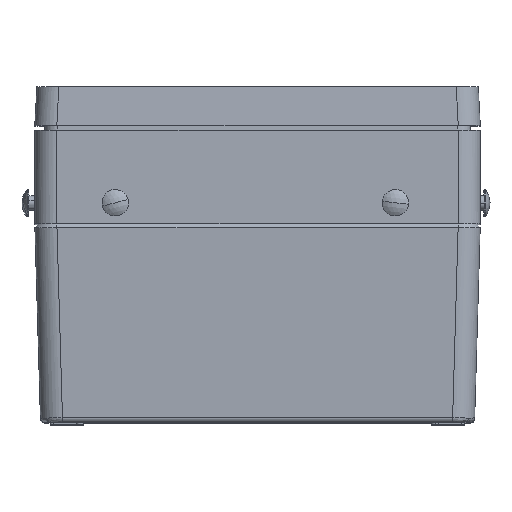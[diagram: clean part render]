
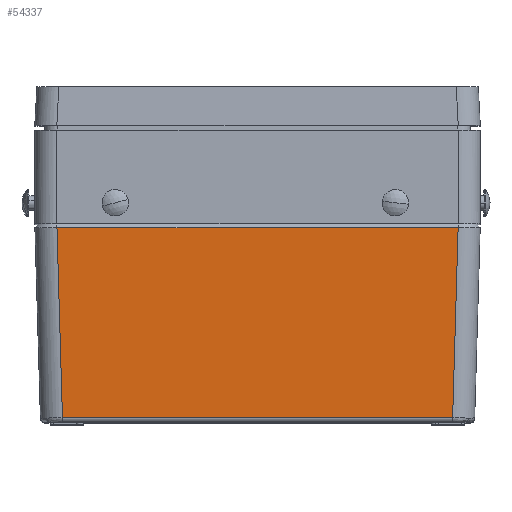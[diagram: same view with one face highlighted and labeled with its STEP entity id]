
A CAD part, top view. The second image highlights one B-rep face of the part: STEP entity #54337.
In plain terms, the highlighted planar face has unit normal (0, -0.029, 1).
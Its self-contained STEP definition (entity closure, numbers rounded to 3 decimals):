
#94 = EDGE_LOOP ( 'NONE', ( #14408, #6907, #13590, #20990 ) ) ;
#710 = LINE ( 'NONE', #44756, #36016 ) ;
#1082 = CARTESIAN_POINT ( 'NONE',  ( -91.012, 0.288, 116.008 ) ) ;
#2083 = LINE ( 'NONE', #60035, #40570 ) ;
#2168 = DIRECTION ( 'NONE',  ( 0.029, 0.999, 0.029 ) ) ;
#5451 = EDGE_CURVE ( 'NONE', #61343, #63649, #54324, .T. ) ;
#6907 = ORIENTED_EDGE ( 'NONE', *, *, #34776, .T. ) ;
#13590 = ORIENTED_EDGE ( 'NONE', *, *, #5451, .T. ) ;
#14408 = ORIENTED_EDGE ( 'NONE', *, *, #57359, .T. ) ;
#16260 = VERTEX_POINT ( 'NONE', #63449 ) ;
#19882 = DIRECTION ( 'NONE',  ( -1., 0., 0. ) ) ;
#20484 = CARTESIAN_POINT ( 'NONE',  ( -90.952, -1.799, 115.948 ) ) ;
#20990 = ORIENTED_EDGE ( 'NONE', *, *, #45596, .T. ) ;
#21620 = VECTOR ( 'NONE', #2168, 1000. ) ;
#22802 = PLANE ( 'NONE',  #64277 ) ;
#24741 = DIRECTION ( 'NONE',  ( 1., 0., 0. ) ) ;
#27613 = VECTOR ( 'NONE', #36168, 1000. ) ;
#27835 = CARTESIAN_POINT ( 'NONE',  ( -88.46, -88.058, 113.456 ) ) ;
#27872 = DIRECTION ( 'NONE',  ( 0., -0.029, 1. ) ) ;
#34776 = EDGE_CURVE ( 'NONE', #16260, #61343, #2083, .T. ) ;
#34991 = LINE ( 'NONE', #62285, #21620 ) ;
#36016 = VECTOR ( 'NONE', #24741, 1000. ) ;
#36168 = DIRECTION ( 'NONE',  ( 0.029, -0.999, -0.029 ) ) ;
#40231 = CARTESIAN_POINT ( 'NONE',  ( 88.46, -88.058, 113.456 ) ) ;
#40570 = VECTOR ( 'NONE', #19882, 1000. ) ;
#44756 = CARTESIAN_POINT ( 'NONE',  ( 88.404, -88.058, 113.456 ) ) ;
#45478 = FACE_OUTER_BOUND ( 'NONE', #94, .T. ) ;
#45596 = EDGE_CURVE ( 'NONE', #63649, #51925, #710, .T. ) ;
#51925 = VERTEX_POINT ( 'NONE', #40231 ) ;
#52690 = CARTESIAN_POINT ( 'NONE',  ( -101., 0., 116. ) ) ;
#54324 = LINE ( 'NONE', #1082, #27613 ) ;
#54337 = ADVANCED_FACE ( 'NONE', ( #45478 ), #22802, .T. ) ;
#57359 = EDGE_CURVE ( 'NONE', #51925, #16260, #34991, .T. ) ;
#60035 = CARTESIAN_POINT ( 'NONE',  ( -101., -1.799, 115.948 ) ) ;
#61343 = VERTEX_POINT ( 'NONE', #20484 ) ;
#62285 = CARTESIAN_POINT ( 'NONE',  ( 90.844, -5.538, 115.84 ) ) ;
#63004 = DIRECTION ( 'NONE',  ( 0., -1., -0.029 ) ) ;
#63449 = CARTESIAN_POINT ( 'NONE',  ( 90.952, -1.799, 115.948 ) ) ;
#63649 = VERTEX_POINT ( 'NONE', #27835 ) ;
#64277 = AXIS2_PLACEMENT_3D ( 'NONE', #52690, #27872, #63004 ) ;
